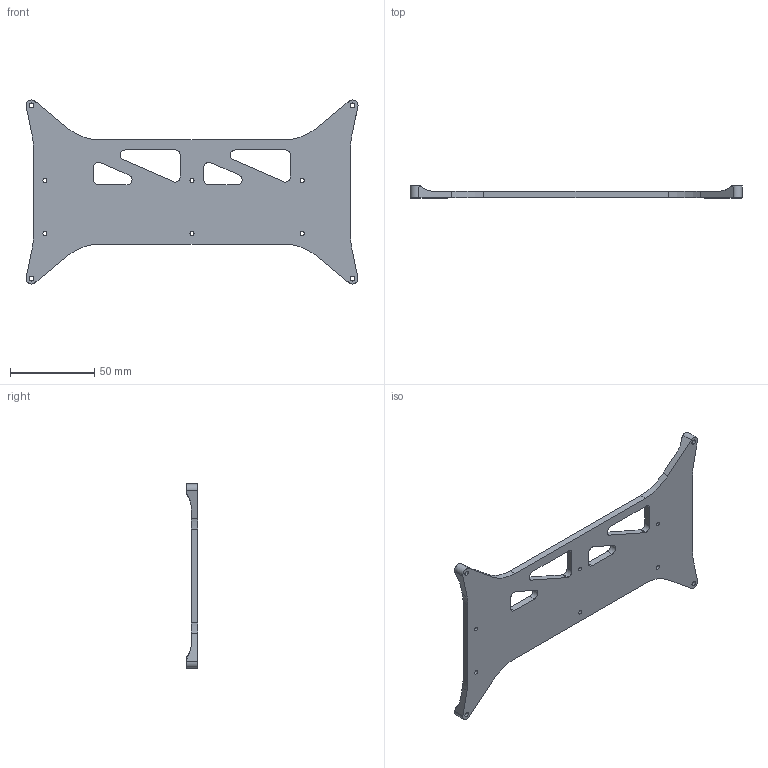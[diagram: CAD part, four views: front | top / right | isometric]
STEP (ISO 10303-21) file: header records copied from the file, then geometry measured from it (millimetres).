
FILE_DESCRIPTION (( 'STEP AP203' ), '1' );
FILE_NAME ('Kraken V1.0 Mount.STEP', '2024-01-23T13:54:52', ( '' ), ( '' ), 'SwSTEP 2.0', 'SolidWorks 2023', '' );
FILE_SCHEMA (( 'CONFIG_CONTROL_DESIGN' ));
Length unit declared in the file: millimetre
Products named in the file (1): Kraken V1.0 Mount
Bounding box: 197.49 x 7 x 109.5 mm (x, y, z)
Volume: 48001.7 mm3; surface area: 28836.3 mm2
Topology: 1 solids, 1 shells, 273 faces, 736 edges, 488 vertices
Faces by surface type: plane 182, cylinder 60, bspline 25, torus 6
Entity records: 9851 total; most frequent: CARTESIAN_POINT 2907, ORIENTED_EDGE 1472, DIRECTION 1310, EDGE_CURVE 736, LINE 544, VECTOR 544, VERTEX_POINT 488, AXIS2_PLACEMENT_3D 383
